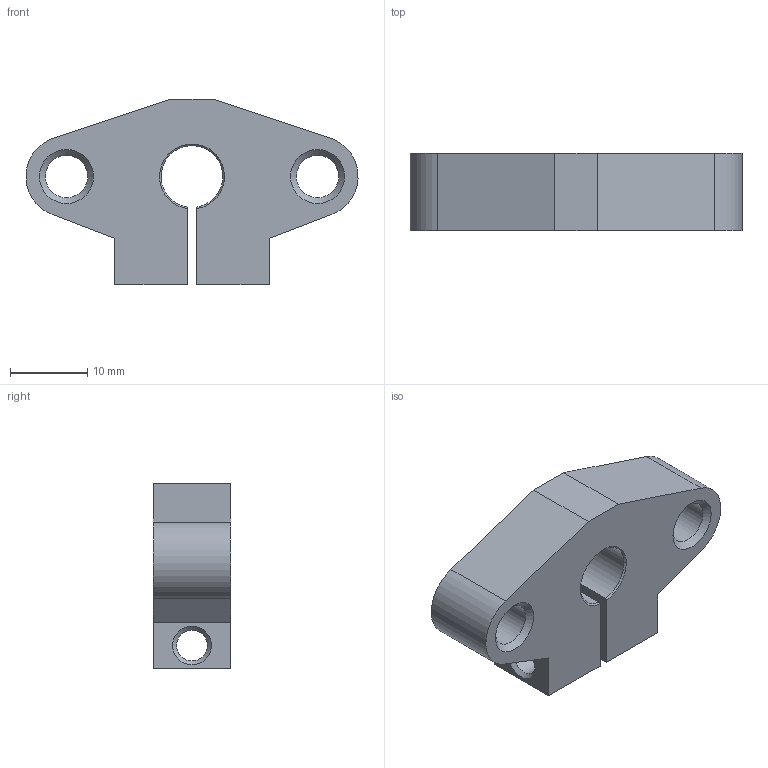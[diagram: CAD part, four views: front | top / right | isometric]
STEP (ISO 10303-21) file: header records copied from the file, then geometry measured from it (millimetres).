
FILE_DESCRIPTION(('FreeCAD Model'),'2;1');
FILE_NAME('Open CASCADE Shape Model','2022-02-23T23:06:57',(''),(''), 'Open CASCADE STEP processor 7.5','FreeCAD','Unknown');
FILE_SCHEMA(('AUTOMOTIVE_DESIGN { 1 0 10303 214 1 1 1 1 }'));
Length unit declared in the file: millimetre
Products named in the file (2): SHF08; Body
Assembly tree (1 placements, depth 2):
  SHF08
    Body
Bounding box: 42.98 x 10 x 24 mm (x, y, z)
Volume: 5811.6 mm3; surface area: 3260.7 mm2
Topology: 1 solids, 1 shells, 31 faces, 79 edges, 50 vertices
Faces by surface type: plane 13, cone 10, cylinder 8
Full cylindrical faces by diameter (mm): 4 x2, 5.5 x2
Entity records: 2008 total; most frequent: CARTESIAN_POINT 492, DIRECTION 247, ORIENTED_EDGE 158, PCURVE 158, DEFINITIONAL_REPRESENTATION 158, LINE 115, VECTOR 115, EDGE_CURVE 79
